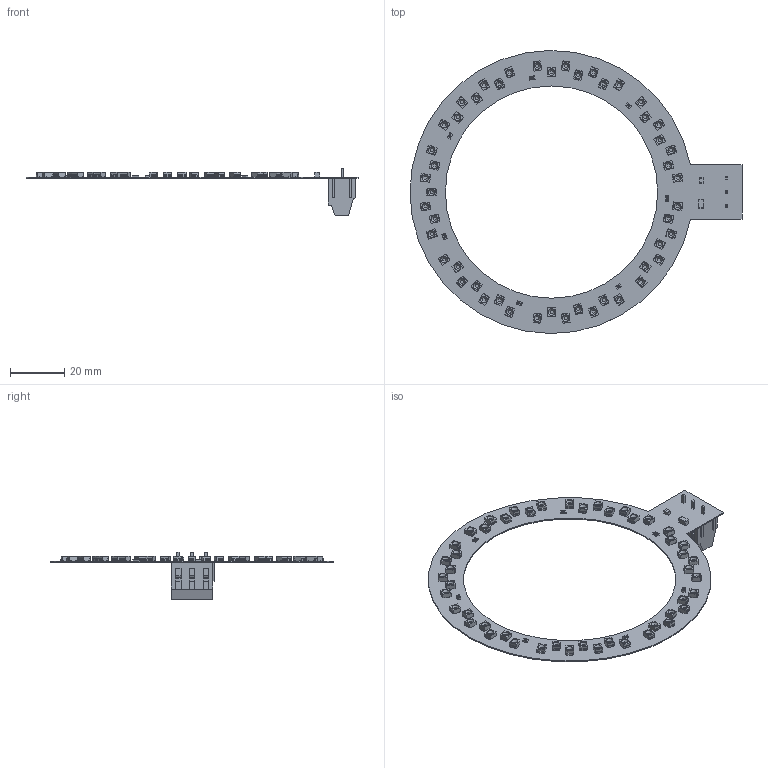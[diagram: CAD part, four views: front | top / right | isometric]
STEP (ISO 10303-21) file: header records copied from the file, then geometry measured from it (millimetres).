
FILE_DESCRIPTION(('Open CASCADE Model'),'2;1');
FILE_NAME('Open CASCADE Shape Model','2020-08-11T08:11:26',('Author'),( 'Open CASCADE'),'Open CASCADE STEP processor 6.8','Open CASCADE 6.8' ,'Unknown');
FILE_SCHEMA(('AUTOMOTIVE_DESIGN { 1 0 10303 214 1 1 1 1 }'));
Length unit declared in the file: millimetre
Products named in the file (76): PCB; Board; C1; 341849448; Extruded; 341853664; CN1; CN_WURTH_691216510003; 691216510003; 6912165100xx_MASS; 6912165100xx_PIN; 6912165100xx_VIS; D1; LED3528SMD; D2; D3; D4; D5; D6; D7; D8; D9; D10; D11; D12; D13; D14; D15; D16; D17; D18; D19; D20; D21; D22; D23; D24; D25; D26; D27 ...
Assembly tree (137 placements, depth 4):
  PCB
    Board
    C1
      341849448
        Extruded
      341853664  x2
        Extruded
    CN1
      CN_WURTH_691216510003
        691216510003
        6912165100xx_MASS  x3
        6912165100xx_PIN  x3
        6912165100xx_VIS  x3
    D1
      LED3528SMD
    D2
      LED3528SMD
    D3
      LED3528SMD
    D4
      LED3528SMD
    D5
      LED3528SMD
    D6
      LED3528SMD
    D7
      LED3528SMD
    D8
      LED3528SMD
    D9
      LED3528SMD
    D10
      LED3528SMD
    D11
      LED3528SMD
    D12
      LED3528SMD
    D13
      LED3528SMD
    D14
      LED3528SMD
    D15
      LED3528SMD
    D16
      LED3528SMD
    D17
      LED3528SMD
    D18
      LED3528SMD
    D19
      LED3528SMD
    D20
      LED3528SMD
    D21
      LED3528SMD
    D22
      LED3528SMD
    D23
      LED3528SMD
    D24
Bounding box: 122 x 104 x 17.6 mm (x, y, z)
Volume: 3619.5 mm3; surface area: 13855.1 mm2
Topology: 94 solids, 94 shells, 2672 faces, 6856 edges, 4526 vertices
Faces by surface type: plane 2021, bspline 315, cylinder 287, cone 49
Full cylindrical faces by diameter (mm): 0.6 x49, 2.4 x9, 3.8 x6, 78 x1
Entity records: 17799 total; most frequent: CARTESIAN_POINT 5078, ORIENTED_EDGE 1944, DIRECTION 1861, EDGE_CURVE 972, LINE 803, VECTOR 803, VERTEX_POINT 640, AXIS2_PLACEMENT_3D 529
